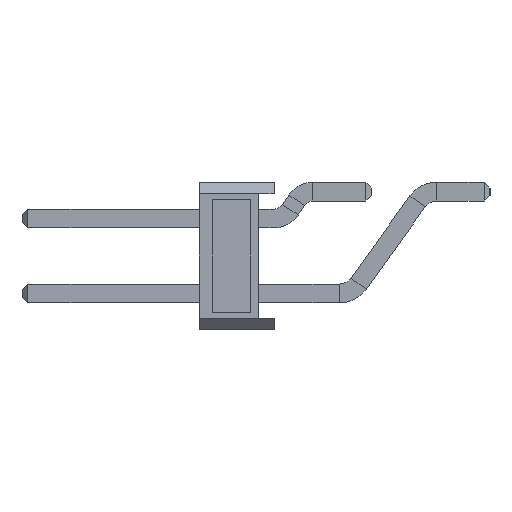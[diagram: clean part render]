
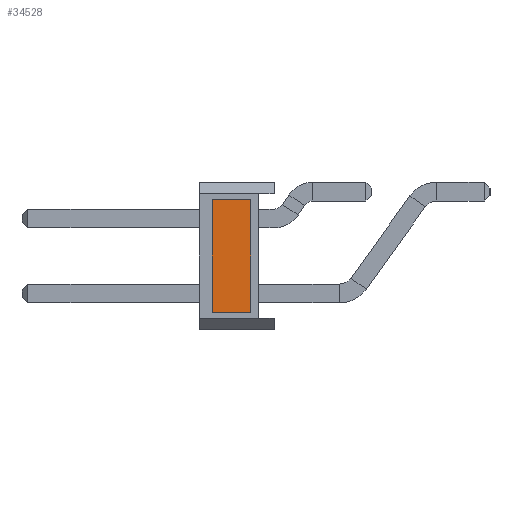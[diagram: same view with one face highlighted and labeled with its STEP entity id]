
A CAD part, left-side view. The second image highlights one B-rep face of the part: STEP entity #34528.
In plain terms, the highlighted planar face has unit normal (-1, 0, 0).
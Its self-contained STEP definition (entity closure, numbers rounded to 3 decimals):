
#967 = DIRECTION ( 'NONE',  ( 0., 0., 1. ) ) ;
#1679 = EDGE_CURVE ( 'NONE', #30402, #35119, #8998, .T. ) ;
#1847 = DIRECTION ( 'NONE',  ( 0., -1., 0. ) ) ;
#1865 = DIRECTION ( 'NONE',  ( 0., -1., 0. ) ) ;
#2427 = CARTESIAN_POINT ( 'NONE',  ( -1.27, 0.8, 1.9 ) ) ;
#3134 = VERTEX_POINT ( 'NONE', #4800 ) ;
#4406 = EDGE_CURVE ( 'NONE', #3134, #37107, #10195, .T. ) ;
#4425 = ORIENTED_EDGE ( 'NONE', *, *, #1679, .T. ) ;
#4800 = CARTESIAN_POINT ( 'NONE',  ( -1.27, 2.1, -1.9 ) ) ;
#5240 = CARTESIAN_POINT ( 'NONE',  ( -1.27, 0.8, -1.9 ) ) ;
#5506 = AXIS2_PLACEMENT_3D ( 'NONE', #32276, #8768, #32651 ) ;
#6743 = ORIENTED_EDGE ( 'NONE', *, *, #37389, .F. ) ;
#7438 = VECTOR ( 'NONE', #1865, 1000. ) ;
#8768 = DIRECTION ( 'NONE',  ( 1., 0., 0. ) ) ;
#8998 = LINE ( 'NONE', #21725, #30745 ) ;
#9021 = CARTESIAN_POINT ( 'NONE',  ( -1.27, 2.1, 0. ) ) ;
#9479 = LINE ( 'NONE', #13365, #14950 ) ;
#10195 = LINE ( 'NONE', #9021, #33318 ) ;
#13365 = CARTESIAN_POINT ( 'NONE',  ( -1.27, 2.1, -1.9 ) ) ;
#14950 = VECTOR ( 'NONE', #1847, 1000. ) ;
#15467 = CARTESIAN_POINT ( 'NONE',  ( -1.27, 2.1, 1.9 ) ) ;
#17986 = EDGE_CURVE ( 'NONE', #3134, #30402, #9479, .T. ) ;
#19404 = LINE ( 'NONE', #25329, #7438 ) ;
#21725 = CARTESIAN_POINT ( 'NONE',  ( -1.27, 0.8, 0. ) ) ;
#22928 = ORIENTED_EDGE ( 'NONE', *, *, #4406, .F. ) ;
#25329 = CARTESIAN_POINT ( 'NONE',  ( -1.27, 2.1, 1.9 ) ) ;
#25489 = ORIENTED_EDGE ( 'NONE', *, *, #17986, .T. ) ;
#28364 = EDGE_LOOP ( 'NONE', ( #4425, #6743, #22928, #25489 ) ) ;
#30402 = VERTEX_POINT ( 'NONE', #5240 ) ;
#30745 = VECTOR ( 'NONE', #967, 1000. ) ;
#32276 = CARTESIAN_POINT ( 'NONE',  ( -1.27, 2.1, 0. ) ) ;
#32410 = PLANE ( 'NONE',  #5506 ) ;
#32415 = DIRECTION ( 'NONE',  ( 0., 0., 1. ) ) ;
#32651 = DIRECTION ( 'NONE',  ( 0., 0., -1. ) ) ;
#33318 = VECTOR ( 'NONE', #32415, 1000. ) ;
#34528 = ADVANCED_FACE ( 'NONE', ( #35150 ), #32410, .F. ) ;
#35119 = VERTEX_POINT ( 'NONE', #2427 ) ;
#35150 = FACE_OUTER_BOUND ( 'NONE', #28364, .T. ) ;
#37107 = VERTEX_POINT ( 'NONE', #15467 ) ;
#37389 = EDGE_CURVE ( 'NONE', #37107, #35119, #19404, .T. ) ;
